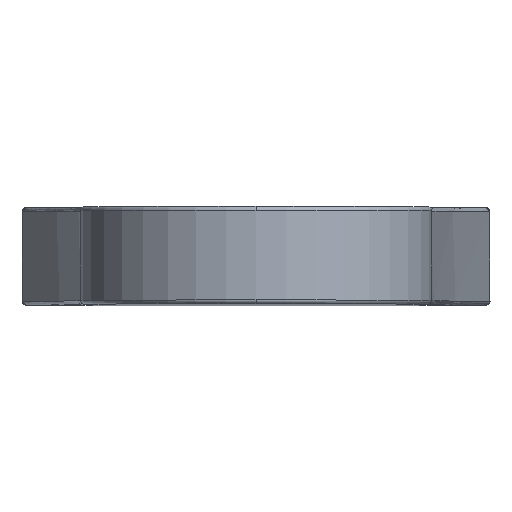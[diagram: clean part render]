
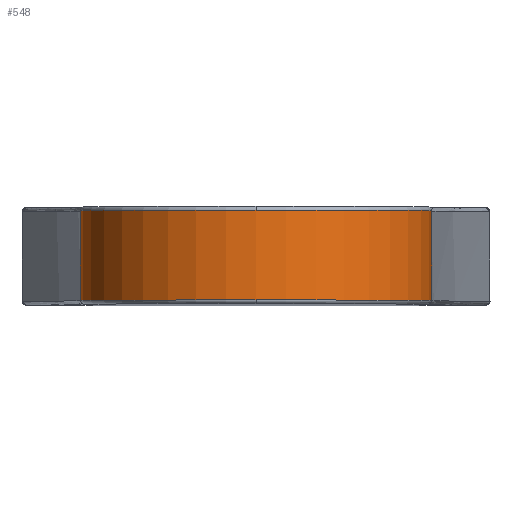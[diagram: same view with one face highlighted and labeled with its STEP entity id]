
A CAD part, top view. The second image highlights one B-rep face of the part: STEP entity #548.
In plain terms, the highlighted cylindrical face has radius 45 mm (diameter 90 mm), a partial arc.
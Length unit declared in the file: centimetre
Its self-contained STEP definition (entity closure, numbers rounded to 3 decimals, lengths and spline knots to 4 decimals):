
#16 = CARTESIAN_POINT ( 'NONE',  ( 0., 0.1, 12.1156 ) ) ;
#17 = CIRCLE ( 'NONE', #193, 4.5 ) ;
#41 = CARTESIAN_POINT ( 'NONE',  ( 0., 2.4, 12.1156 ) ) ;
#79 = ORIENTED_EDGE ( 'NONE', *, *, #590, .T. ) ;
#86 = VERTEX_POINT ( 'NONE', #16 ) ;
#113 = CARTESIAN_POINT ( 'NONE',  ( 0., 2.4, 7.6156 ) ) ;
#127 = DIRECTION ( 'NONE',  ( 0., -1., 0. ) ) ;
#190 = FACE_OUTER_BOUND ( 'NONE', #1451, .T. ) ;
#193 = AXIS2_PLACEMENT_3D ( 'NONE', #113, #127, #815 ) ;
#199 = AXIS2_PLACEMENT_3D ( 'NONE', #1082, #696, #1175 ) ;
#200 = VERTEX_POINT ( 'NONE', #1523 ) ;
#257 = EDGE_CURVE ( 'NONE', #200, #86, #1448, .T. ) ;
#266 = CARTESIAN_POINT ( 'NONE',  ( 4.5, 2.4, 7.6202 ) ) ;
#358 = ORIENTED_EDGE ( 'NONE', *, *, #1418, .T. ) ;
#370 = CARTESIAN_POINT ( 'NONE',  ( -4.5, 2.4, 7.6202 ) ) ;
#419 = LINE ( 'NONE', #880, #749 ) ;
#423 = CIRCLE ( 'NONE', #199, 4.5 ) ;
#435 = DIRECTION ( 'NONE',  ( 0., -1., 0. ) ) ;
#541 = CIRCLE ( 'NONE', #722, 4.5 ) ;
#548 = ADVANCED_FACE ( 'NONE', ( #190 ), #670, .T. ) ;
#550 = DIRECTION ( 'NONE',  ( 0., 1., 0. ) ) ;
#563 = ORIENTED_EDGE ( 'NONE', *, *, #1216, .T. ) ;
#587 = ORIENTED_EDGE ( 'NONE', *, *, #1083, .T. ) ;
#590 = EDGE_CURVE ( 'NONE', #1151, #851, #419, .T. ) ;
#664 = VERTEX_POINT ( 'NONE', #41 ) ;
#670 = CYLINDRICAL_SURFACE ( 'NONE', #1054, 4.5 ) ;
#687 = DIRECTION ( 'NONE',  ( 0., 0., 1. ) ) ;
#696 = DIRECTION ( 'NONE',  ( 0., -1., 0. ) ) ;
#702 = DIRECTION ( 'NONE',  ( 0., 1., 0. ) ) ;
#706 = ORIENTED_EDGE ( 'NONE', *, *, #769, .T. ) ;
#722 = AXIS2_PLACEMENT_3D ( 'NONE', #1524, #702, #687 ) ;
#749 = VECTOR ( 'NONE', #1478, 100. ) ;
#768 = VECTOR ( 'NONE', #1538, 100. ) ;
#769 = EDGE_CURVE ( 'NONE', #664, #805, #423, .T. ) ;
#805 = VERTEX_POINT ( 'NONE', #370 ) ;
#815 = DIRECTION ( 'NONE',  ( 0., 0., 1. ) ) ;
#817 = ORIENTED_EDGE ( 'NONE', *, *, #257, .T. ) ;
#851 = VERTEX_POINT ( 'NONE', #266 ) ;
#879 = AXIS2_PLACEMENT_3D ( 'NONE', #1142, #550, #1499 ) ;
#880 = CARTESIAN_POINT ( 'NONE',  ( 4.5, 2.5, 7.6202 ) ) ;
#955 = LINE ( 'NONE', #1410, #768 ) ;
#1054 = AXIS2_PLACEMENT_3D ( 'NONE', #1122, #435, #1238 ) ;
#1082 = CARTESIAN_POINT ( 'NONE',  ( 0., 2.4, 7.6156 ) ) ;
#1083 = EDGE_CURVE ( 'NONE', #805, #200, #955, .T. ) ;
#1122 = CARTESIAN_POINT ( 'NONE',  ( 0., 2.5, 7.6156 ) ) ;
#1142 = CARTESIAN_POINT ( 'NONE',  ( 0., 0.1, 7.6156 ) ) ;
#1151 = VERTEX_POINT ( 'NONE', #1429 ) ;
#1175 = DIRECTION ( 'NONE',  ( 0., 0., 1. ) ) ;
#1216 = EDGE_CURVE ( 'NONE', #86, #1151, #541, .T. ) ;
#1238 = DIRECTION ( 'NONE',  ( 0., 0., -1. ) ) ;
#1410 = CARTESIAN_POINT ( 'NONE',  ( -4.5, 2.5, 7.6202 ) ) ;
#1418 = EDGE_CURVE ( 'NONE', #851, #664, #17, .T. ) ;
#1429 = CARTESIAN_POINT ( 'NONE',  ( 4.5, 0.1, 7.6202 ) ) ;
#1448 = CIRCLE ( 'NONE', #879, 4.5 ) ;
#1451 = EDGE_LOOP ( 'NONE', ( #587, #817, #563, #79, #358, #706 ) ) ;
#1478 = DIRECTION ( 'NONE',  ( 0., 1., 0. ) ) ;
#1499 = DIRECTION ( 'NONE',  ( 0., 0., 1. ) ) ;
#1523 = CARTESIAN_POINT ( 'NONE',  ( -4.5, 0.1, 7.6202 ) ) ;
#1524 = CARTESIAN_POINT ( 'NONE',  ( 0., 0.1, 7.6156 ) ) ;
#1538 = DIRECTION ( 'NONE',  ( 0., -1., 0. ) ) ;
